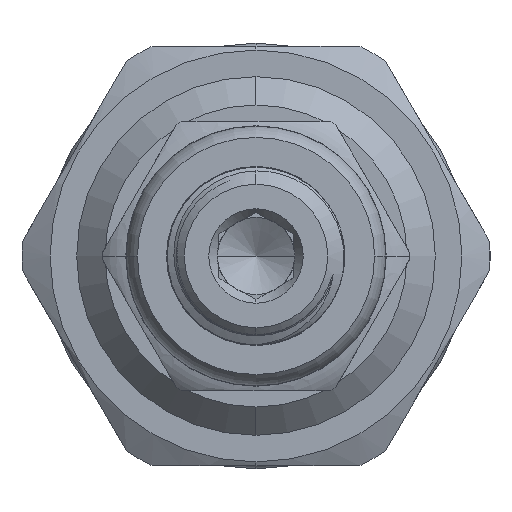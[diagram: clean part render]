
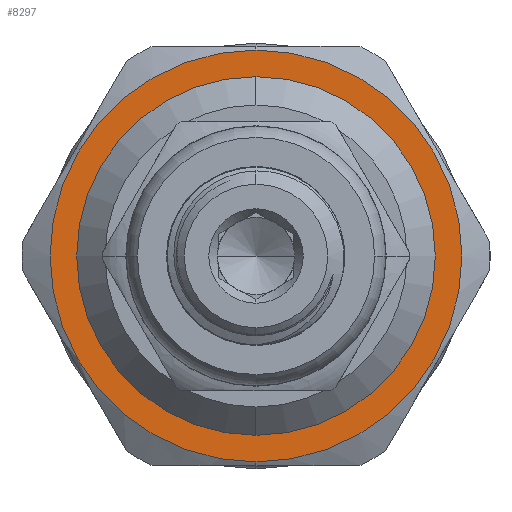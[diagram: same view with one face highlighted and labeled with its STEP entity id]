
A CAD part, left-side view. The second image highlights one B-rep face of the part: STEP entity #8297.
In plain terms, the highlighted planar face has unit normal (-1, 0, 0).
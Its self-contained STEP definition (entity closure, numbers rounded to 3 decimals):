
#4249 = DIRECTION ( 'NONE',  ( -1., 0., 0. ) ) ;
#5832 = CIRCLE ( 'NONE', #52679, 9.5 ) ;
#6596 = DIRECTION ( 'NONE',  ( 0., 0., 1. ) ) ;
#8297 = ADVANCED_FACE ( 'NONE', ( #13668, #24247 ), #40537, .F. ) ;
#8692 = CARTESIAN_POINT ( 'NONE',  ( -197.837, 0., 0. ) ) ;
#11455 = CARTESIAN_POINT ( 'NONE',  ( -197.837, 0., 0. ) ) ;
#11547 = DIRECTION ( 'NONE',  ( -1., 0., 0. ) ) ;
#11624 = CARTESIAN_POINT ( 'NONE',  ( -197.837, 0., -9.5 ) ) ;
#13144 = CARTESIAN_POINT ( 'NONE',  ( -197.837, 0., 0. ) ) ;
#13515 = CARTESIAN_POINT ( 'NONE',  ( -197.837, 9.5, 0. ) ) ;
#13668 = FACE_BOUND ( 'NONE', #56391, .T. ) ;
#13888 = AXIS2_PLACEMENT_3D ( 'NONE', #13515, #31020, #17483 ) ;
#16986 = VERTEX_POINT ( 'NONE', #51880 ) ;
#17483 = DIRECTION ( 'NONE',  ( 0., 0., -1. ) ) ;
#18241 = EDGE_CURVE ( 'NONE', #16986, #37198, #49107, .T. ) ;
#19064 = EDGE_CURVE ( 'NONE', #37198, #16986, #39892, .T. ) ;
#19835 = VERTEX_POINT ( 'NONE', #19920 ) ;
#19920 = CARTESIAN_POINT ( 'NONE',  ( -197.837, 0., 9.5 ) ) ;
#20111 = AXIS2_PLACEMENT_3D ( 'NONE', #29632, #11547, #6596 ) ;
#23202 = ORIENTED_EDGE ( 'NONE', *, *, #38439, .F. ) ;
#23903 = AXIS2_PLACEMENT_3D ( 'NONE', #11455, #24645, #51487 ) ;
#24247 = FACE_OUTER_BOUND ( 'NONE', #41054, .T. ) ;
#24645 = DIRECTION ( 'NONE',  ( -1., 0., 0. ) ) ;
#27130 = AXIS2_PLACEMENT_3D ( 'NONE', #13144, #4249, #35790 ) ;
#29632 = CARTESIAN_POINT ( 'NONE',  ( -197.837, 0., 0. ) ) ;
#30761 = DIRECTION ( 'NONE',  ( -1., 0., 0. ) ) ;
#30837 = ORIENTED_EDGE ( 'NONE', *, *, #18241, .T. ) ;
#31020 = DIRECTION ( 'NONE',  ( 1., 0., 0. ) ) ;
#35790 = DIRECTION ( 'NONE',  ( 0., 0., 1. ) ) ;
#36185 = ORIENTED_EDGE ( 'NONE', *, *, #48291, .F. ) ;
#37198 = VERTEX_POINT ( 'NONE', #37356 ) ;
#37356 = CARTESIAN_POINT ( 'NONE',  ( -197.837, 0., -10.91 ) ) ;
#38439 = EDGE_CURVE ( 'NONE', #42631, #19835, #41710, .T. ) ;
#39892 = CIRCLE ( 'NONE', #20111, 10.91 ) ;
#40537 = PLANE ( 'NONE',  #13888 ) ;
#41054 = EDGE_LOOP ( 'NONE', ( #56667, #30837 ) ) ;
#41710 = CIRCLE ( 'NONE', #27130, 9.5 ) ;
#42631 = VERTEX_POINT ( 'NONE', #11624 ) ;
#44598 = DIRECTION ( 'NONE',  ( 0., 0., 1. ) ) ;
#48291 = EDGE_CURVE ( 'NONE', #19835, #42631, #5832, .T. ) ;
#49107 = CIRCLE ( 'NONE', #23903, 10.91 ) ;
#51487 = DIRECTION ( 'NONE',  ( 0., 0., 1. ) ) ;
#51880 = CARTESIAN_POINT ( 'NONE',  ( -197.837, 0., 10.91 ) ) ;
#52679 = AXIS2_PLACEMENT_3D ( 'NONE', #8692, #30761, #44598 ) ;
#56391 = EDGE_LOOP ( 'NONE', ( #36185, #23202 ) ) ;
#56667 = ORIENTED_EDGE ( 'NONE', *, *, #19064, .T. ) ;
